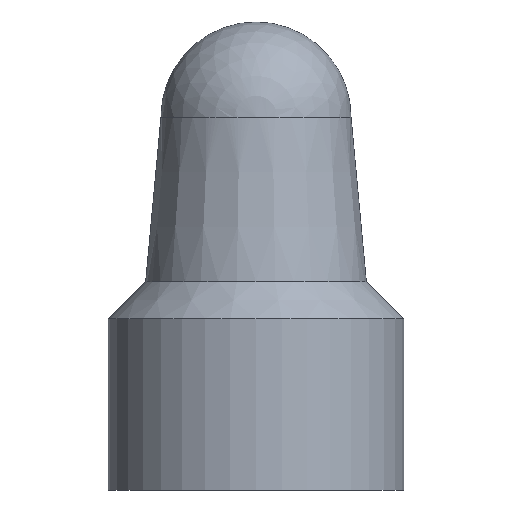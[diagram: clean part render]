
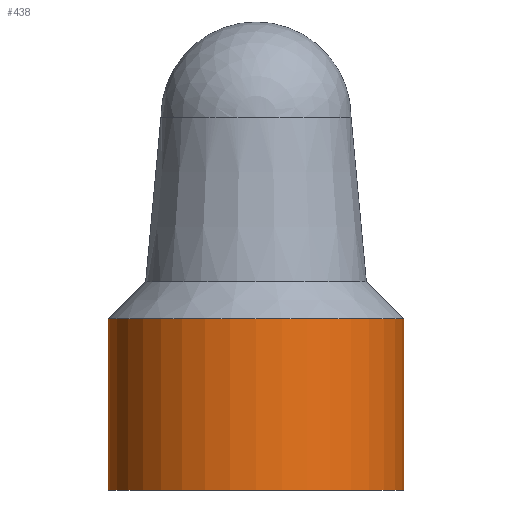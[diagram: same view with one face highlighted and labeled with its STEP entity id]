
A CAD part, front view. The second image highlights one B-rep face of the part: STEP entity #438.
In plain terms, the highlighted cylindrical face has radius 7 mm (diameter 14 mm), a partial arc.
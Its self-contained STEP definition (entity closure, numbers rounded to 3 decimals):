
#5 = AXIS2_PLACEMENT_3D ( 'NONE', #368, #265, #47 ) ;
#31 = FACE_OUTER_BOUND ( 'NONE', #344, .T. ) ;
#47 = DIRECTION ( 'NONE',  ( -1., 0., 0. ) ) ;
#50 = CARTESIAN_POINT ( 'NONE',  ( -7., 0., 0. ) ) ;
#72 = CYLINDRICAL_SURFACE ( 'NONE', #90, 7. ) ;
#90 = AXIS2_PLACEMENT_3D ( 'NONE', #232, #128, #421 ) ;
#92 = EDGE_CURVE ( 'NONE', #351, #148, #261, .T. ) ;
#100 = ORIENTED_EDGE ( 'NONE', *, *, #92, .T. ) ;
#114 = CARTESIAN_POINT ( 'NONE',  ( 0., 0., 0. ) ) ;
#128 = DIRECTION ( 'NONE',  ( 0., 0., -1. ) ) ;
#148 = VERTEX_POINT ( 'NONE', #306 ) ;
#153 = DIRECTION ( 'NONE',  ( -1., 0., 0. ) ) ;
#156 = CIRCLE ( 'NONE', #5, 7. ) ;
#162 = VECTOR ( 'NONE', #447, 1000. ) ;
#163 = EDGE_CURVE ( 'NONE', #333, #404, #256, .T. ) ;
#167 = VECTOR ( 'NONE', #340, 1000. ) ;
#186 = CARTESIAN_POINT ( 'NONE',  ( 7., 0., 0. ) ) ;
#195 = CARTESIAN_POINT ( 'NONE',  ( 7., 0., 0. ) ) ;
#232 = CARTESIAN_POINT ( 'NONE',  ( 0., 0., 0. ) ) ;
#245 = CARTESIAN_POINT ( 'NONE',  ( 7., 0., 8.1 ) ) ;
#256 = LINE ( 'NONE', #186, #162 ) ;
#261 = LINE ( 'NONE', #50, #167 ) ;
#262 = CARTESIAN_POINT ( 'NONE',  ( -7., 0., 8.1 ) ) ;
#265 = DIRECTION ( 'NONE',  ( 0., 0., -1. ) ) ;
#287 = AXIS2_PLACEMENT_3D ( 'NONE', #114, #371, #153 ) ;
#306 = CARTESIAN_POINT ( 'NONE',  ( -7., 0., 0. ) ) ;
#333 = VERTEX_POINT ( 'NONE', #245 ) ;
#340 = DIRECTION ( 'NONE',  ( 0., 0., -1. ) ) ;
#344 = EDGE_LOOP ( 'NONE', ( #463, #365, #100, #362 ) ) ;
#351 = VERTEX_POINT ( 'NONE', #262 ) ;
#362 = ORIENTED_EDGE ( 'NONE', *, *, #397, .F. ) ;
#365 = ORIENTED_EDGE ( 'NONE', *, *, #376, .T. ) ;
#368 = CARTESIAN_POINT ( 'NONE',  ( 0., 0., 8.1 ) ) ;
#371 = DIRECTION ( 'NONE',  ( 0., 0., -1. ) ) ;
#376 = EDGE_CURVE ( 'NONE', #333, #351, #156, .T. ) ;
#397 = EDGE_CURVE ( 'NONE', #404, #148, #440, .T. ) ;
#404 = VERTEX_POINT ( 'NONE', #195 ) ;
#421 = DIRECTION ( 'NONE',  ( -1., 0., 0. ) ) ;
#438 = ADVANCED_FACE ( 'NONE', ( #31 ), #72, .T. ) ;
#440 = CIRCLE ( 'NONE', #287, 7. ) ;
#447 = DIRECTION ( 'NONE',  ( 0., 0., -1. ) ) ;
#463 = ORIENTED_EDGE ( 'NONE', *, *, #163, .F. ) ;
